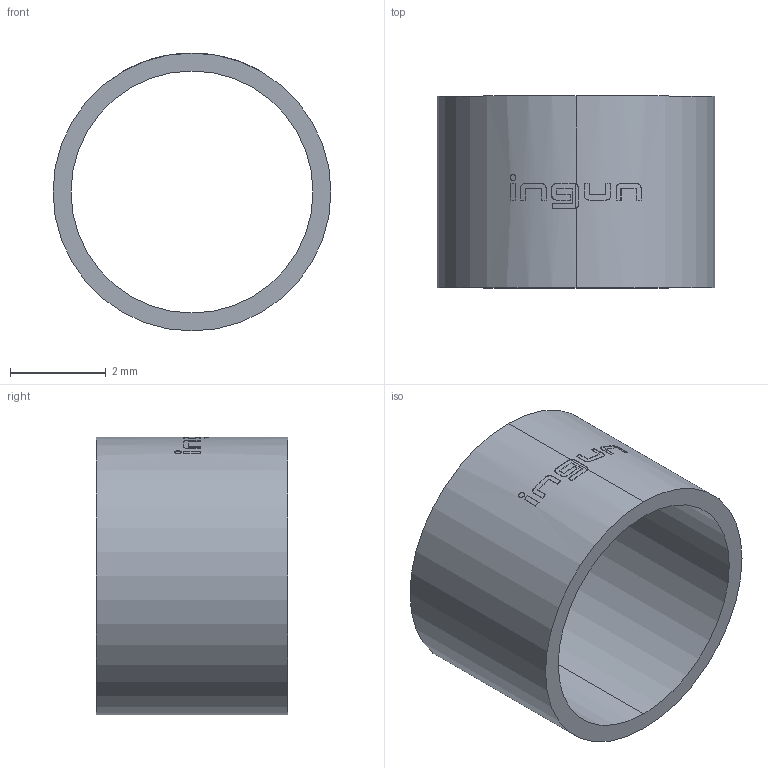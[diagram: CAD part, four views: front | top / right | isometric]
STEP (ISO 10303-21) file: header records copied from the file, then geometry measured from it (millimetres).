
FILE_DESCRIPTION (( 'STEP AP203' ), '1' );
FILE_NAME ('INGUN_DS-810_04_N.STEP', '2022-04-28T08:35:31', ( 'ochi' ), ( '' ), 'SwSTEP 2.0', 'SolidWorks 2018', '' );
FILE_SCHEMA (( 'CONFIG_CONTROL_DESIGN' ));
Length unit declared in the file: millimetre
Products named in the file (1): INGUN_DS-810_04_N
Bounding box: 5.8 x 4 x 5.8 mm (x, y, z)
Volume: 25.6 mm3; surface area: 149.2 mm2
Topology: 1 solids, 1 shells, 75 faces, 204 edges, 136 vertices
Faces by surface type: plane 42, bspline 22, cylinder 11
Entity records: 2721 total; most frequent: CARTESIAN_POINT 936, ORIENTED_EDGE 408, DIRECTION 270, EDGE_CURVE 204, VERTEX_POINT 136, AXIS2_PLACEMENT_3D 102, B_SPLINE_CURVE_WITH_KNOTS 90, EDGE_LOOP 82
